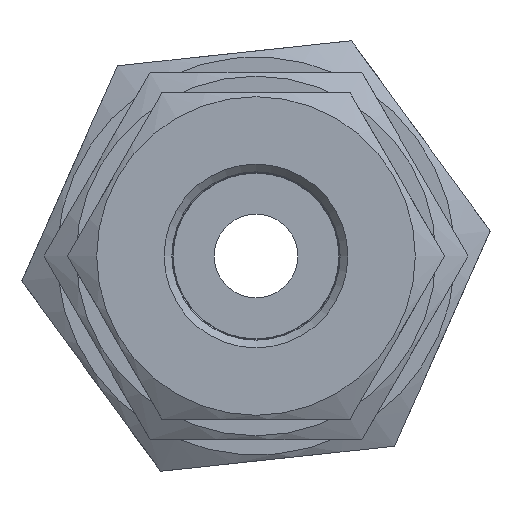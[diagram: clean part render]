
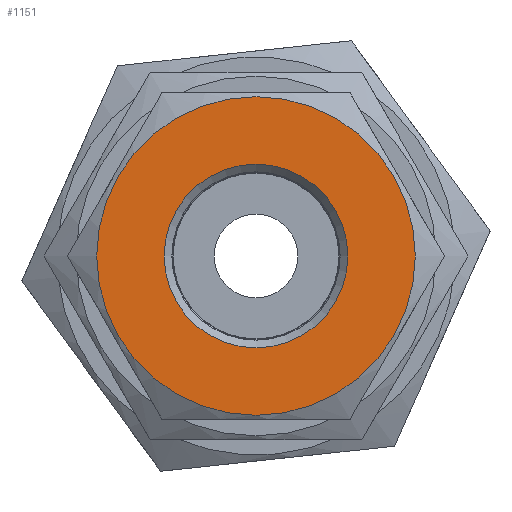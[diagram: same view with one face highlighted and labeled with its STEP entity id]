
A CAD part, left-side view. The second image highlights one B-rep face of the part: STEP entity #1151.
In plain terms, the highlighted planar face has unit normal (-1, 0, 0).
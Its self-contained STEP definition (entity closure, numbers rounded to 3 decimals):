
#889=CARTESIAN_POINT('',(-13.903,-9.239,-7.181));
#890=VERTEX_POINT('',#889);
#891=CARTESIAN_POINT('',(-13.903,-7.451,-4.085));
#892=DIRECTION('',(-1.0,0.,0.));
#893=DIRECTION('',(0.,0.5,0.866));
#894=AXIS2_PLACEMENT_3D('',#891,#892,#893);
#895=CIRCLE('',#894,3.575);
#896=EDGE_CURVE('',#890,#890,#895,.T.);
#1132=CARTESIAN_POINT('',(-13.903,-5.901,-1.401));
#1133=DIRECTION('',(-1.0,0.0,0.0));
#1134=DIRECTION('',(0.0,-0.866,0.5));
#1135=AXIS2_PLACEMENT_3D('',#1132,#1133,#1134);
#1136=PLANE('',#1135);
#1137=CARTESIAN_POINT('',(-13.903,-4.351,1.284));
#1138=VERTEX_POINT('',#1137);
#1139=CARTESIAN_POINT('',(-13.903,-7.451,-4.085));
#1140=DIRECTION('',(1.0,0.,0.));
#1141=DIRECTION('',(0.,0.5,0.866));
#1142=AXIS2_PLACEMENT_3D('',#1139,#1140,#1141);
#1143=CIRCLE('',#1142,6.2);
#1144=EDGE_CURVE('',#1138,#1138,#1143,.T.);
#1145=ORIENTED_EDGE('',*,*,#1144,.F.);
#1146=EDGE_LOOP('',(#1145));
#1147=FACE_OUTER_BOUND('',#1146,.T.);
#1148=ORIENTED_EDGE('',*,*,#896,.F.);
#1149=EDGE_LOOP('',(#1148));
#1150=FACE_BOUND('',#1149,.T.);
#1151=ADVANCED_FACE('',(#1147,#1150),#1136,.T.);
